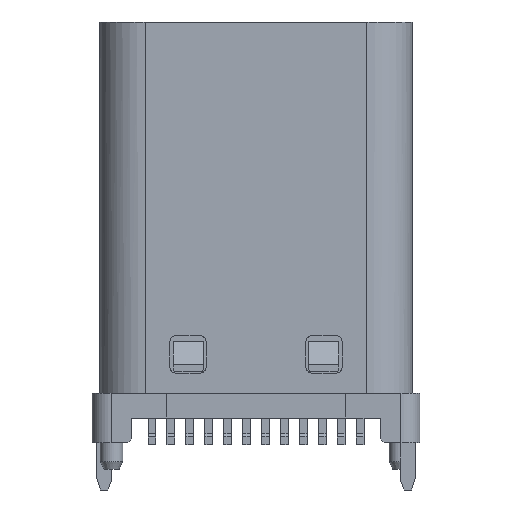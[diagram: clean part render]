
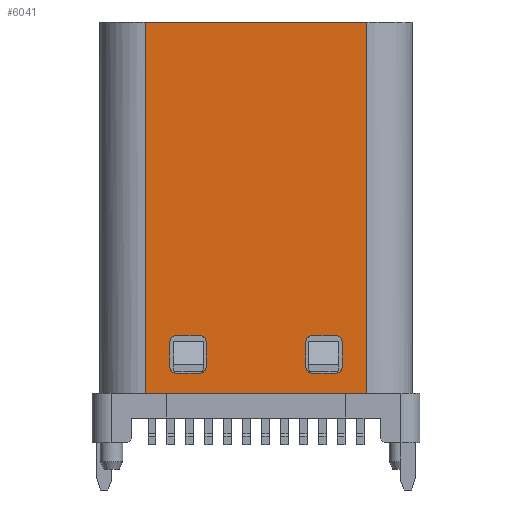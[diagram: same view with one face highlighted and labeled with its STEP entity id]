
A CAD part, front view. The second image highlights one B-rep face of the part: STEP entity #6041.
In plain terms, the highlighted planar face has unit normal (0, -1, 0).
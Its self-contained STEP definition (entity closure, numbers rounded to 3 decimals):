
#25=DIRECTION('',(-1.,0.,0.));
#26=VECTOR('',#25,5.85);
#27=CARTESIAN_POINT('',(2.925,-1.2,0.));
#28=LINE('',#27,#26);
#53=DIRECTION('',(0.,0.,-1.));
#54=VECTOR('',#53,9.8);
#55=CARTESIAN_POINT('',(-2.925,-1.2,0.));
#56=LINE('',#55,#54);
#461=DIRECTION('',(-1.,0.,0.));
#462=VECTOR('',#461,0.558);
#463=CARTESIAN_POINT('',(2.925,-1.2,-9.8));
#464=LINE('',#463,#462);
#465=DIRECTION('',(-1.,0.,0.));
#466=VECTOR('',#465,4.733);
#467=CARTESIAN_POINT('',(2.367,-1.2,-9.8));
#468=LINE('',#467,#466);
#469=DIRECTION('',(-1.,0.,0.));
#470=VECTOR('',#469,0.558);
#471=CARTESIAN_POINT('',(-2.367,-1.2,-9.8));
#472=LINE('',#471,#470);
#473=CARTESIAN_POINT('',(-2.121,-1.2,-9.113));
#474=DIRECTION('',(0.,-1.,0.));
#475=DIRECTION('',(-1.,0.,0.));
#476=AXIS2_PLACEMENT_3D('',#473,#474,#475);
#478=CARTESIAN_POINT('',(-1.469,-1.2,-9.113));
#479=DIRECTION('',(0.,-1.,0.));
#480=DIRECTION('',(0.,0.,-1.));
#481=AXIS2_PLACEMENT_3D('',#478,#479,#480);
#483=CARTESIAN_POINT('',(-1.469,-1.2,-8.433));
#484=DIRECTION('',(0.,-1.,0.));
#485=DIRECTION('',(1.,0.,0.));
#486=AXIS2_PLACEMENT_3D('',#483,#484,#485);
#488=CARTESIAN_POINT('',(-2.121,-1.2,-8.433));
#489=DIRECTION('',(0.,-1.,0.));
#490=DIRECTION('',(0.,0.,1.));
#491=AXIS2_PLACEMENT_3D('',#488,#489,#490);
#493=CARTESIAN_POINT('',(2.121,-1.2,-8.433));
#494=DIRECTION('',(0.,-1.,0.));
#495=DIRECTION('',(1.,0.,0.));
#496=AXIS2_PLACEMENT_3D('',#493,#494,#495);
#498=CARTESIAN_POINT('',(1.469,-1.2,-8.433));
#499=DIRECTION('',(0.,-1.,0.));
#500=DIRECTION('',(0.,0.,1.));
#501=AXIS2_PLACEMENT_3D('',#498,#499,#500);
#503=CARTESIAN_POINT('',(1.469,-1.2,-9.113));
#504=DIRECTION('',(0.,-1.,0.));
#505=DIRECTION('',(-1.,0.,0.));
#506=AXIS2_PLACEMENT_3D('',#503,#504,#505);
#508=CARTESIAN_POINT('',(2.121,-1.2,-9.113));
#509=DIRECTION('',(0.,-1.,0.));
#510=DIRECTION('',(0.,0.,-1.));
#511=AXIS2_PLACEMENT_3D('',#508,#509,#510);
#513=DIRECTION('',(0.,0.,1.));
#514=VECTOR('',#513,9.8);
#515=CARTESIAN_POINT('',(2.925,-1.2,-9.8));
#516=LINE('',#515,#514);
#2537=DIRECTION('',(0.,0.,1.));
#2538=VECTOR('',#2537,0.679);
#2539=CARTESIAN_POINT('',(-2.271,-1.2,-9.113));
#2540=LINE('',#2539,#2538);
#2549=DIRECTION('',(1.,0.,0.));
#2550=VECTOR('',#2549,0.652);
#2551=CARTESIAN_POINT('',(-2.121,-1.2,-8.283));
#2552=LINE('',#2551,#2550);
#2561=DIRECTION('',(0.,0.,-1.));
#2562=VECTOR('',#2561,0.679);
#2563=CARTESIAN_POINT('',(-1.319,-1.2,-8.433));
#2564=LINE('',#2563,#2562);
#2573=DIRECTION('',(-1.,0.,0.));
#2574=VECTOR('',#2573,0.652);
#2575=CARTESIAN_POINT('',(-1.469,-1.2,-9.263));
#2576=LINE('',#2575,#2574);
#2689=DIRECTION('',(0.,0.,-1.));
#2690=VECTOR('',#2689,0.679);
#2691=CARTESIAN_POINT('',(2.271,-1.2,-8.433));
#2692=LINE('',#2691,#2690);
#2701=DIRECTION('',(-1.,0.,0.));
#2702=VECTOR('',#2701,0.652);
#2703=CARTESIAN_POINT('',(2.121,-1.2,-9.263));
#2704=LINE('',#2703,#2702);
#2713=DIRECTION('',(0.,0.,1.));
#2714=VECTOR('',#2713,0.679);
#2715=CARTESIAN_POINT('',(1.319,-1.2,-9.113));
#2716=LINE('',#2715,#2714);
#2725=DIRECTION('',(1.,0.,0.));
#2726=VECTOR('',#2725,0.652);
#2727=CARTESIAN_POINT('',(1.469,-1.2,-8.283));
#2728=LINE('',#2727,#2726);
#4105=CARTESIAN_POINT('',(-2.925,-1.2,0.));
#4106=VERTEX_POINT('',#4105);
#4110=CARTESIAN_POINT('',(2.925,-1.2,0.));
#4112=VERTEX_POINT('',#4110);
#4139=CARTESIAN_POINT('',(-2.925,-1.2,-9.8));
#4140=VERTEX_POINT('',#4139);
#4184=CARTESIAN_POINT('',(2.367,-1.2,-9.8));
#4186=VERTEX_POINT('',#4184);
#4189=CARTESIAN_POINT('',(-2.367,-1.2,-9.8));
#4190=VERTEX_POINT('',#4189);
#4219=CARTESIAN_POINT('',(2.925,-1.2,-9.8));
#4220=VERTEX_POINT('',#4219);
#5293=CARTESIAN_POINT('',(-2.271,-1.2,-9.113));
#5294=CARTESIAN_POINT('',(-2.121,-1.2,-9.263));
#5295=VERTEX_POINT('',#5293);
#5296=VERTEX_POINT('',#5294);
#5297=CARTESIAN_POINT('',(-1.469,-1.2,-9.263));
#5298=VERTEX_POINT('',#5297);
#5299=CARTESIAN_POINT('',(-1.319,-1.2,-9.113));
#5300=VERTEX_POINT('',#5299);
#5301=CARTESIAN_POINT('',(-1.319,-1.2,-8.433));
#5302=VERTEX_POINT('',#5301);
#5303=CARTESIAN_POINT('',(-1.469,-1.2,-8.283));
#5304=VERTEX_POINT('',#5303);
#5305=CARTESIAN_POINT('',(-2.121,-1.2,-8.283));
#5306=VERTEX_POINT('',#5305);
#5307=CARTESIAN_POINT('',(-2.271,-1.2,-8.433));
#5308=VERTEX_POINT('',#5307);
#5309=CARTESIAN_POINT('',(2.271,-1.2,-8.433));
#5310=CARTESIAN_POINT('',(2.271,-1.2,-9.113));
#5311=VERTEX_POINT('',#5309);
#5312=VERTEX_POINT('',#5310);
#5313=CARTESIAN_POINT('',(2.121,-1.2,-8.283));
#5314=VERTEX_POINT('',#5313);
#5315=CARTESIAN_POINT('',(1.469,-1.2,-8.283));
#5316=VERTEX_POINT('',#5315);
#5317=CARTESIAN_POINT('',(1.319,-1.2,-8.433));
#5318=VERTEX_POINT('',#5317);
#5319=CARTESIAN_POINT('',(1.319,-1.2,-9.113));
#5320=VERTEX_POINT('',#5319);
#5321=CARTESIAN_POINT('',(1.469,-1.2,-9.263));
#5322=VERTEX_POINT('',#5321);
#5323=CARTESIAN_POINT('',(2.121,-1.2,-9.263));
#5324=VERTEX_POINT('',#5323);
#5989=CARTESIAN_POINT('',(-2.925,-1.2,0.));
#5990=DIRECTION('',(0.,-1.,0.));
#5991=DIRECTION('',(1.,0.,0.));
#5992=AXIS2_PLACEMENT_3D('',#5989,#5990,#5991);
#5993=PLANE('',#5992);
#5994=ORIENTED_EDGE('',*,*,#5452,.F.);
#5995=ORIENTED_EDGE('',*,*,#5412,.F.);
#5997=ORIENTED_EDGE('',*,*,#5996,.F.);
#5999=ORIENTED_EDGE('',*,*,#5998,.T.);
#6001=ORIENTED_EDGE('',*,*,#6000,.T.);
#6002=ORIENTED_EDGE('',*,*,#5977,.T.);
#6003=EDGE_LOOP('',(#5994,#5995,#5997,#5999,#6001,#6002));
#6004=FACE_OUTER_BOUND('',#6003,.F.);
#6006=ORIENTED_EDGE('',*,*,#6005,.T.);
#6008=ORIENTED_EDGE('',*,*,#6007,.F.);
#6010=ORIENTED_EDGE('',*,*,#6009,.T.);
#6012=ORIENTED_EDGE('',*,*,#6011,.F.);
#6014=ORIENTED_EDGE('',*,*,#6013,.T.);
#6016=ORIENTED_EDGE('',*,*,#6015,.F.);
#6018=ORIENTED_EDGE('',*,*,#6017,.T.);
#6020=ORIENTED_EDGE('',*,*,#6019,.F.);
#6021=EDGE_LOOP('',(#6006,#6008,#6010,#6012,#6014,#6016,#6018,#6020));
#6022=FACE_BOUND('',#6021,.F.);
#6024=ORIENTED_EDGE('',*,*,#6023,.F.);
#6026=ORIENTED_EDGE('',*,*,#6025,.T.);
#6028=ORIENTED_EDGE('',*,*,#6027,.F.);
#6030=ORIENTED_EDGE('',*,*,#6029,.T.);
#6032=ORIENTED_EDGE('',*,*,#6031,.F.);
#6034=ORIENTED_EDGE('',*,*,#6033,.T.);
#6036=ORIENTED_EDGE('',*,*,#6035,.F.);
#6038=ORIENTED_EDGE('',*,*,#6037,.T.);
#6039=EDGE_LOOP('',(#6024,#6026,#6028,#6030,#6032,#6034,#6036,#6038));
#6040=FACE_BOUND('',#6039,.F.);
#6041=ADVANCED_FACE('',(#6004,#6022,#6040),#5993,.T.);
#477=CIRCLE('',#476,0.15);
#482=CIRCLE('',#481,0.15);
#487=CIRCLE('',#486,0.15);
#492=CIRCLE('',#491,0.15);
#497=CIRCLE('',#496,0.15);
#502=CIRCLE('',#501,0.15);
#507=CIRCLE('',#506,0.15);
#512=CIRCLE('',#511,0.15);
#5412=EDGE_CURVE('',#4112,#4106,#28,.T.);
#5452=EDGE_CURVE('',#4106,#4140,#56,.T.);
#5977=EDGE_CURVE('',#4190,#4140,#472,.T.);
#5996=EDGE_CURVE('',#4220,#4112,#516,.T.);
#5998=EDGE_CURVE('',#4220,#4186,#464,.T.);
#6000=EDGE_CURVE('',#4186,#4190,#468,.T.);
#6005=EDGE_CURVE('',#5295,#5296,#477,.T.);
#6007=EDGE_CURVE('',#5298,#5296,#2576,.T.);
#6009=EDGE_CURVE('',#5298,#5300,#482,.T.);
#6011=EDGE_CURVE('',#5302,#5300,#2564,.T.);
#6013=EDGE_CURVE('',#5302,#5304,#487,.T.);
#6015=EDGE_CURVE('',#5306,#5304,#2552,.T.);
#6017=EDGE_CURVE('',#5306,#5308,#492,.T.);
#6019=EDGE_CURVE('',#5295,#5308,#2540,.T.);
#6023=EDGE_CURVE('',#5311,#5312,#2692,.T.);
#6025=EDGE_CURVE('',#5311,#5314,#497,.T.);
#6027=EDGE_CURVE('',#5316,#5314,#2728,.T.);
#6029=EDGE_CURVE('',#5316,#5318,#502,.T.);
#6031=EDGE_CURVE('',#5320,#5318,#2716,.T.);
#6033=EDGE_CURVE('',#5320,#5322,#507,.T.);
#6035=EDGE_CURVE('',#5324,#5322,#2704,.T.);
#6037=EDGE_CURVE('',#5324,#5312,#512,.T.);
